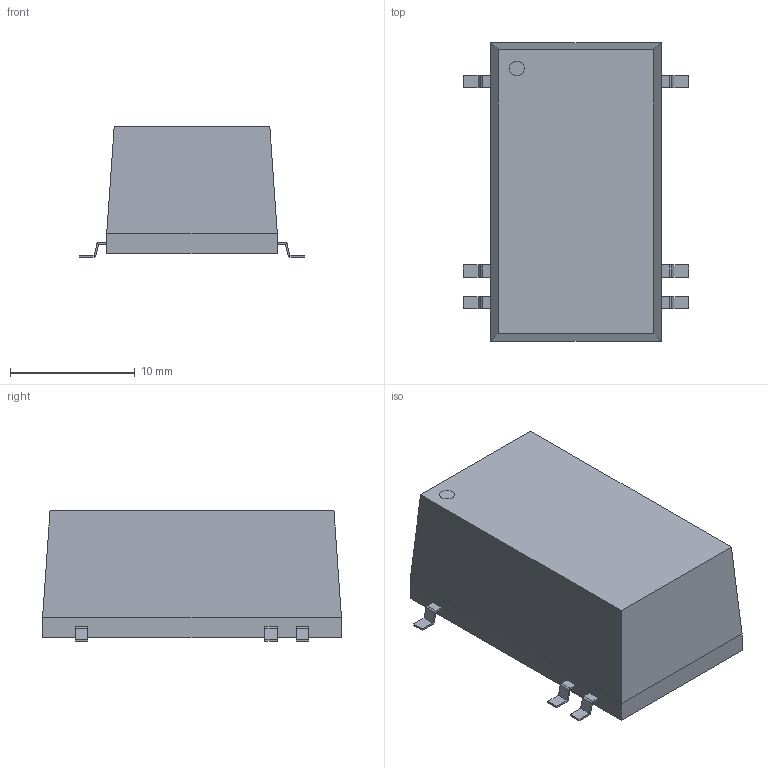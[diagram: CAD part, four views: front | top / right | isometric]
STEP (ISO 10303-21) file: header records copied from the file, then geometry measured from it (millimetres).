
FILE_DESCRIPTION((''),'2;1');
FILE_NAME('SOIC254P1810X925-6_16N.stp','2010-05-10T15:52:01',(''),(''),'Mechanical Desktop 2010','Mechanical Desktop 2010',', , ');
FILE_SCHEMA(('AUTOMOTIVE_DESIGN { 1 2 10303 214 1 1 1 1 }'));
Length unit declared in the file: millimetre
Products named in the file (1): Product
Bounding box: 18.1 x 24 x 10.45 mm (x, y, z)
Volume: 3167.1 mm3; surface area: 2067 mm2
Topology: 9 solids, 9 shells, 91 faces, 216 edges, 144 vertices
Faces by surface type: plane 45, bspline 36, cylinder 10
Entity records: 2731 total; most frequent: CARTESIAN_POINT 644, ORIENTED_EDGE 432, DIRECTION 360, EDGE_CURVE 216, VECTOR 184, LINE 184, VERTEX_POINT 144, EDGE_LOOP 92
